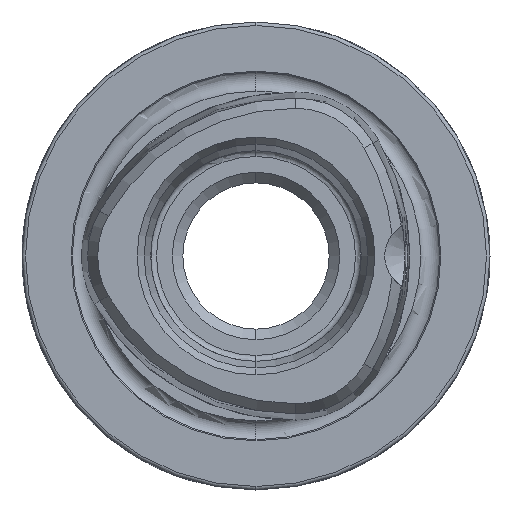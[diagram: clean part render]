
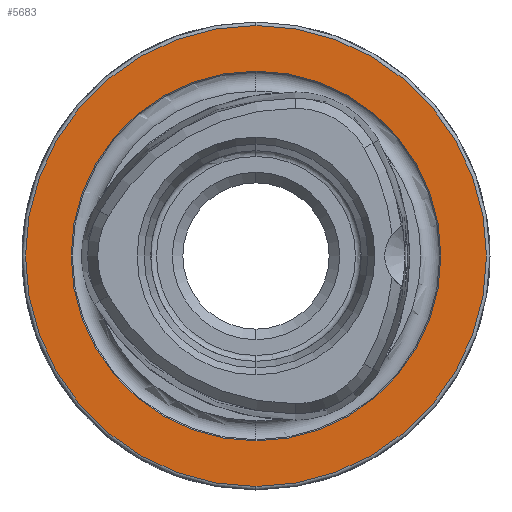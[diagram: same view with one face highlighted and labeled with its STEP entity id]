
A CAD part, left-side view. The second image highlights one B-rep face of the part: STEP entity #5683.
In plain terms, the highlighted planar face has unit normal (-1, 0, 0).
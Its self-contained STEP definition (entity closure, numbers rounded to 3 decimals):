
#523 = DIRECTION ( 'NONE',  ( 0., 0., 1. ) ) ;
#579 = DIRECTION ( 'NONE',  ( 0., 0., 1. ) ) ;
#823 = CARTESIAN_POINT ( 'NONE',  ( 0., 0., 0. ) ) ;
#1214 = VERTEX_POINT ( 'NONE', #1621 ) ;
#1281 = AXIS2_PLACEMENT_3D ( 'NONE', #6305, #3018, #2003 ) ;
#1482 = EDGE_CURVE ( 'NONE', #1214, #5758, #4902, .T. ) ;
#1588 = VERTEX_POINT ( 'NONE', #6141 ) ;
#1621 = CARTESIAN_POINT ( 'NONE',  ( 0., 0., -15.8 ) ) ;
#1718 = VERTEX_POINT ( 'NONE', #3261 ) ;
#1788 = ORIENTED_EDGE ( 'NONE', *, *, #1482, .F. ) ;
#1893 = CARTESIAN_POINT ( 'NONE',  ( 0., 0., 0. ) ) ;
#1962 = FACE_BOUND ( 'NONE', #2576, .T. ) ;
#2003 = DIRECTION ( 'NONE',  ( 0., 0., 1. ) ) ;
#2094 = CARTESIAN_POINT ( 'NONE',  ( 0., 0., 15.8 ) ) ;
#2158 = AXIS2_PLACEMENT_3D ( 'NONE', #4008, #5972, #579 ) ;
#2278 = AXIS2_PLACEMENT_3D ( 'NONE', #1893, #2449, #523 ) ;
#2287 = EDGE_CURVE ( 'NONE', #1588, #1718, #5919, .T. ) ;
#2331 = ORIENTED_EDGE ( 'NONE', *, *, #2287, .T. ) ;
#2449 = DIRECTION ( 'NONE',  ( -1., 0., 0. ) ) ;
#2574 = FACE_OUTER_BOUND ( 'NONE', #4286, .T. ) ;
#2576 = EDGE_LOOP ( 'NONE', ( #5679, #1788 ) ) ;
#3018 = DIRECTION ( 'NONE',  ( -1., 0., 0. ) ) ;
#3125 = CARTESIAN_POINT ( 'NONE',  ( 0., 15.8, 0. ) ) ;
#3261 = CARTESIAN_POINT ( 'NONE',  ( 0., 0., 19.7 ) ) ;
#3359 = EDGE_CURVE ( 'NONE', #5758, #1214, #4584, .T. ) ;
#3696 = CIRCLE ( 'NONE', #2278, 19.7 ) ;
#3712 = ORIENTED_EDGE ( 'NONE', *, *, #6012, .T. ) ;
#3814 = AXIS2_PLACEMENT_3D ( 'NONE', #3125, #4046, #4582 ) ;
#4008 = CARTESIAN_POINT ( 'NONE',  ( 0., 0., 0. ) ) ;
#4046 = DIRECTION ( 'NONE',  ( 1., 0., 0. ) ) ;
#4286 = EDGE_LOOP ( 'NONE', ( #3712, #2331 ) ) ;
#4374 = DIRECTION ( 'NONE',  ( 0., 0., 1. ) ) ;
#4582 = DIRECTION ( 'NONE',  ( 0., 0., -1. ) ) ;
#4584 = CIRCLE ( 'NONE', #5102, 15.8 ) ;
#4902 = CIRCLE ( 'NONE', #2158, 15.8 ) ;
#5102 = AXIS2_PLACEMENT_3D ( 'NONE', #823, #6299, #4374 ) ;
#5553 = PLANE ( 'NONE',  #3814 ) ;
#5679 = ORIENTED_EDGE ( 'NONE', *, *, #3359, .F. ) ;
#5683 = ADVANCED_FACE ( 'NONE', ( #1962, #2574 ), #5553, .F. ) ;
#5758 = VERTEX_POINT ( 'NONE', #2094 ) ;
#5919 = CIRCLE ( 'NONE', #1281, 19.7 ) ;
#5972 = DIRECTION ( 'NONE',  ( -1., 0., 0. ) ) ;
#6012 = EDGE_CURVE ( 'NONE', #1718, #1588, #3696, .T. ) ;
#6141 = CARTESIAN_POINT ( 'NONE',  ( 0., 0., -19.7 ) ) ;
#6299 = DIRECTION ( 'NONE',  ( -1., 0., 0. ) ) ;
#6305 = CARTESIAN_POINT ( 'NONE',  ( 0., 0., 0. ) ) ;
